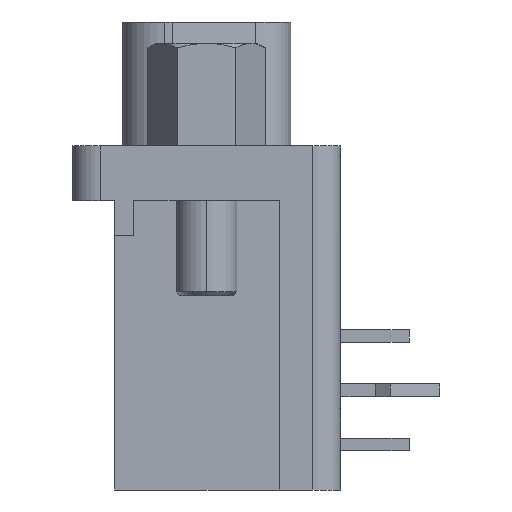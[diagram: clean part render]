
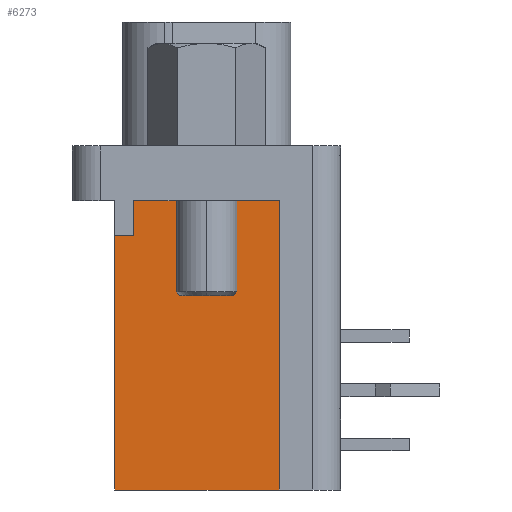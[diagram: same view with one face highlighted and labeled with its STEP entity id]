
A CAD part, left-side view. The second image highlights one B-rep face of the part: STEP entity #6273.
In plain terms, the highlighted planar face has unit normal (-1, 0, 0).
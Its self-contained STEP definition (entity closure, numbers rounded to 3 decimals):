
#69 = EDGE_CURVE ( 'E3039', #3232, #263, #17272, .T. ) ;
#136 = ORIENTED_EDGE ( 'NONE', *, *, #19225, .F. ) ;
#263 = VERTEX_POINT ( 'NONE', #3059 ) ;
#877 = DIRECTION ( 'NONE',  ( 0., 0., -1. ) ) ;
#1839 = ORIENTED_EDGE ( 'NONE', *, *, #5625, .F. ) ;
#1938 = CARTESIAN_POINT ( 'NONE',  ( -20.55, 4.3, -16.1 ) ) ;
#2706 = CARTESIAN_POINT ( 'NONE',  ( -20.55, 3.4, -2.56 ) ) ;
#3059 = CARTESIAN_POINT ( 'NONE',  ( -20.55, 4.3, -4.2 ) ) ;
#3232 = VERTEX_POINT ( 'NONE', #8060 ) ;
#3538 = ORIENTED_EDGE ( 'NONE', *, *, #12208, .F. ) ;
#3909 = AXIS2_PLACEMENT_3D ( 'NONE', #19974, #10431, #877 ) ;
#4635 = LINE ( 'NONE', #13348, #12584 ) ;
#4679 = DIRECTION ( 'NONE',  ( 0., -1., 0. ) ) ;
#4817 = CARTESIAN_POINT ( 'NONE',  ( -20.55, -3.4, -16.1 ) ) ;
#4964 = VECTOR ( 'NONE', #5211, 1000. ) ;
#5211 = DIRECTION ( 'NONE',  ( 0., 0., -1. ) ) ;
#5555 = PLANE ( 'NONE',  #3909 ) ;
#5590 = DIRECTION ( 'NONE',  ( 0., 0., 1. ) ) ;
#5613 = VERTEX_POINT ( 'NONE', #16551 ) ;
#5625 = EDGE_CURVE ( 'E1375', #14301, #12197, #4635, .T. ) ;
#6273 = ADVANCED_FACE ( 'E3054', ( #15081 ), #5555, .F. ) ;
#6466 = ORIENTED_EDGE ( 'NONE', *, *, #69, .T. ) ;
#7612 = EDGE_LOOP ( 'NONE', ( #3538, #14949, #9522, #6466, #136, #1839 ) ) ;
#7761 = EDGE_CURVE ( 'E2997', #5613, #3232, #11579, .T. ) ;
#7775 = CARTESIAN_POINT ( 'NONE',  ( -20.55, 3.4, -2.56 ) ) ;
#7854 = LINE ( 'NONE', #15140, #16327 ) ;
#8060 = CARTESIAN_POINT ( 'NONE',  ( -20.55, 3.4, -4.2 ) ) ;
#8809 = VECTOR ( 'NONE', #14043, 1000. ) ;
#9522 = ORIENTED_EDGE ( 'NONE', *, *, #7761, .T. ) ;
#10431 = DIRECTION ( 'NONE',  ( 1., 0., 0. ) ) ;
#11083 = VECTOR ( 'NONE', #20244, 1000. ) ;
#11579 = LINE ( 'NONE', #2706, #11083 ) ;
#12197 = VERTEX_POINT ( 'NONE', #1938 ) ;
#12208 = EDGE_CURVE ( 'E3028', #16166, #14301, #13436, .T. ) ;
#12434 = CARTESIAN_POINT ( 'NONE',  ( -20.55, 3.4, -4.2 ) ) ;
#12584 = VECTOR ( 'NONE', #18167, 1000. ) ;
#13290 = VECTOR ( 'NONE', #4679, 1000. ) ;
#13348 = CARTESIAN_POINT ( 'NONE',  ( -20.55, -4.975, -16.1 ) ) ;
#13436 = LINE ( 'NONE', #17976, #4964 ) ;
#13790 = LINE ( 'NONE', #7775, #13290 ) ;
#14043 = DIRECTION ( 'NONE',  ( 0., 1., 0. ) ) ;
#14237 = CARTESIAN_POINT ( 'NONE',  ( -20.55, -3.4, -2.56 ) ) ;
#14301 = VERTEX_POINT ( 'NONE', #4817 ) ;
#14949 = ORIENTED_EDGE ( 'NONE', *, *, #19977, .F. ) ;
#15081 = FACE_OUTER_BOUND ( 'NONE', #7612, .T. ) ;
#15140 = CARTESIAN_POINT ( 'NONE',  ( -20.55, 4.3, -16.4 ) ) ;
#16166 = VERTEX_POINT ( 'NONE', #14237 ) ;
#16327 = VECTOR ( 'NONE', #5590, 1000. ) ;
#16551 = CARTESIAN_POINT ( 'NONE',  ( -20.55, 3.4, -2.56 ) ) ;
#17272 = LINE ( 'NONE', #12434, #8809 ) ;
#17976 = CARTESIAN_POINT ( 'NONE',  ( -20.55, -3.4, -2.56 ) ) ;
#18167 = DIRECTION ( 'NONE',  ( 0., 1., 0. ) ) ;
#19225 = EDGE_CURVE ( 'E2293', #12197, #263, #7854, .T. ) ;
#19974 = CARTESIAN_POINT ( 'NONE',  ( -20.55, 3.4, -17.814 ) ) ;
#19977 = EDGE_CURVE ( 'E850', #5613, #16166, #13790, .T. ) ;
#20244 = DIRECTION ( 'NONE',  ( 0., 0., -1. ) ) ;
